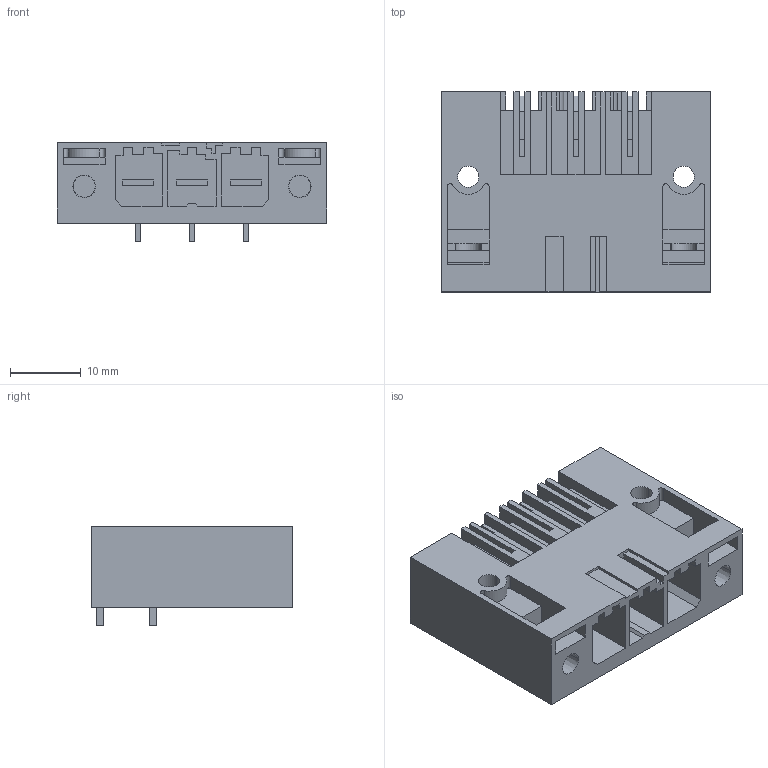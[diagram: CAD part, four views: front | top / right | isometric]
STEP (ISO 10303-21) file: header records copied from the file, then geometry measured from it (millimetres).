
FILE_DESCRIPTION(('CATIA V5 STEP','CAx-IF Rec.Pracs.--- Model Styling and Organization---1.4--- 2014-01-23'),'2;1');
FILE_NAME ('272395-5_0_2499570000_2499570000.stp','2023-09-25T08:20:39+00:00',('none'),('Weidmueller'),'CATIA Version 5-6 Release 2016 SP3 HF44','CATIA V5 STEP AP214','none');
FILE_SCHEMA(('AUTOMOTIVE_DESIGN { 1 0 10303 214 1 1 1 1 }'));
Length unit declared in the file: millimetre
Products named in the file (1): 2499570000
Bounding box: 38.1 x 28.3 x 14 mm (x, y, z)
Volume: 7215.3 mm3; surface area: 8562.3 mm2
Topology: 4 solids, 4 shells, 391 faces, 1157 edges, 781 vertices
Faces by surface type: plane 359, cylinder 28, cone 4
Entity records: 12418 total; most frequent: ORIENTED_EDGE 2314, CARTESIAN_POINT 2267, DIRECTION 1734, EDGE_CURVE 1157, VECTOR 1078, LINE 1078, VERTEX_POINT 781, EDGE_LOOP 416
